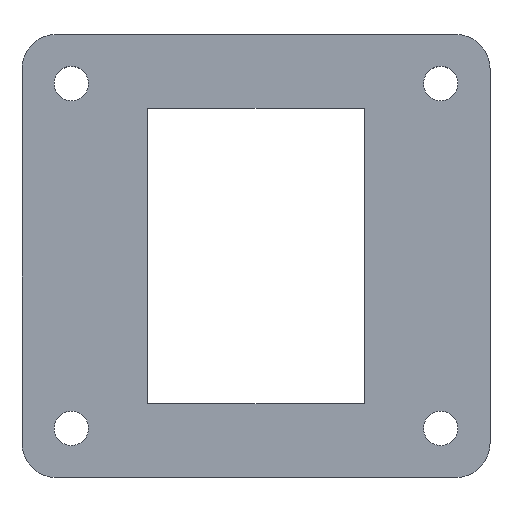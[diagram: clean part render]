
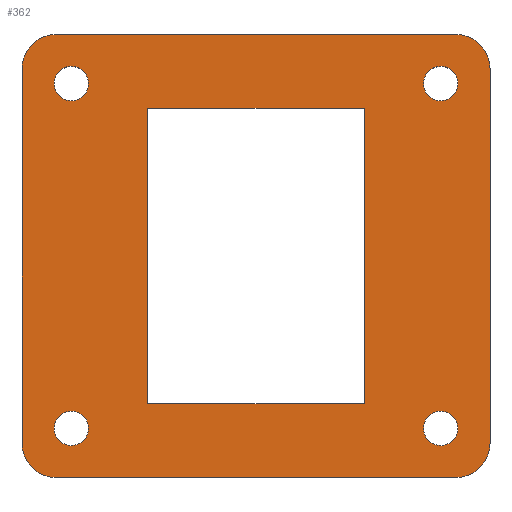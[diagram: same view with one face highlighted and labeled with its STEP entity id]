
A CAD part, top view. The second image highlights one B-rep face of the part: STEP entity #362.
In plain terms, the highlighted planar face has unit normal (0, 0, 1).
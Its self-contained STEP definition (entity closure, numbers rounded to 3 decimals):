
#20=FACE_BOUND('',#76,.T.);
#21=FACE_BOUND('',#77,.T.);
#22=FACE_BOUND('',#78,.T.);
#23=FACE_BOUND('',#79,.T.);
#24=FACE_BOUND('',#80,.T.);
#34=PLANE('',#410);
#52=FACE_OUTER_BOUND('',#75,.T.);
#75=EDGE_LOOP('',(#321,#322,#323,#324,#325,#326,#327,#328));
#76=EDGE_LOOP('',(#329));
#77=EDGE_LOOP('',(#330));
#78=EDGE_LOOP('',(#331));
#79=EDGE_LOOP('',(#332));
#80=EDGE_LOOP('',(#333,#334,#335,#336));
#91=LINE('',#555,#123);
#97=LINE('',#570,#129);
#100=LINE('',#579,#132);
#102=LINE('',#583,#134);
#104=LINE('',#587,#136);
#106=LINE('',#590,#138);
#111=LINE('',#608,#143);
#112=LINE('',#610,#144);
#123=VECTOR('',#447,10.);
#129=VECTOR('',#463,10.);
#132=VECTOR('',#472,10.);
#134=VECTOR('',#476,10.);
#136=VECTOR('',#480,10.);
#138=VECTOR('',#484,10.);
#143=VECTOR('',#507,10.);
#144=VECTOR('',#510,10.);
#145=CIRCLE('',#378,3.5);
#154=CIRCLE('',#390,3.5);
#155=CIRCLE('',#392,3.5);
#156=CIRCLE('',#395,3.5);
#157=CIRCLE('',#401,1.75);
#158=CIRCLE('',#403,1.75);
#159=CIRCLE('',#405,1.75);
#160=CIRCLE('',#407,1.75);
#161=VERTEX_POINT('',#515);
#162=VERTEX_POINT('',#516);
#179=VERTEX_POINT('',#554);
#180=VERTEX_POINT('',#558);
#181=VERTEX_POINT('',#562);
#182=VERTEX_POINT('',#563);
#183=VERTEX_POINT('',#568);
#184=VERTEX_POINT('',#572);
#185=VERTEX_POINT('',#576);
#186=VERTEX_POINT('',#578);
#187=VERTEX_POINT('',#582);
#188=VERTEX_POINT('',#586);
#189=VERTEX_POINT('',#592);
#190=VERTEX_POINT('',#596);
#191=VERTEX_POINT('',#600);
#192=VERTEX_POINT('',#604);
#193=EDGE_CURVE('',#161,#162,#145,.T.);
#212=EDGE_CURVE('',#179,#162,#91,.T.);
#214=EDGE_CURVE('',#179,#180,#154,.T.);
#216=EDGE_CURVE('',#181,#182,#155,.T.);
#220=EDGE_CURVE('',#181,#183,#97,.T.);
#221=EDGE_CURVE('',#184,#183,#156,.T.);
#224=EDGE_CURVE('',#186,#185,#100,.T.);
#226=EDGE_CURVE('',#187,#186,#102,.T.);
#228=EDGE_CURVE('',#188,#187,#104,.T.);
#230=EDGE_CURVE('',#185,#188,#106,.T.);
#231=EDGE_CURVE('',#189,#189,#157,.T.);
#233=EDGE_CURVE('',#190,#190,#158,.T.);
#235=EDGE_CURVE('',#191,#191,#159,.T.);
#237=EDGE_CURVE('',#192,#192,#160,.T.);
#239=EDGE_CURVE('',#161,#182,#111,.T.);
#240=EDGE_CURVE('',#184,#180,#112,.T.);
#321=ORIENTED_EDGE('',*,*,#193,.F.);
#322=ORIENTED_EDGE('',*,*,#239,.T.);
#323=ORIENTED_EDGE('',*,*,#216,.F.);
#324=ORIENTED_EDGE('',*,*,#220,.T.);
#325=ORIENTED_EDGE('',*,*,#221,.F.);
#326=ORIENTED_EDGE('',*,*,#240,.T.);
#327=ORIENTED_EDGE('',*,*,#214,.F.);
#328=ORIENTED_EDGE('',*,*,#212,.T.);
#329=ORIENTED_EDGE('',*,*,#237,.T.);
#330=ORIENTED_EDGE('',*,*,#235,.T.);
#331=ORIENTED_EDGE('',*,*,#233,.T.);
#332=ORIENTED_EDGE('',*,*,#231,.T.);
#333=ORIENTED_EDGE('',*,*,#230,.T.);
#334=ORIENTED_EDGE('',*,*,#228,.T.);
#335=ORIENTED_EDGE('',*,*,#226,.T.);
#336=ORIENTED_EDGE('',*,*,#224,.T.);
#362=ADVANCED_FACE('',(#52,#20,#21,#22,#23,#24),#34,.T.);
#378=AXIS2_PLACEMENT_3D('',#517,#415,#416);
#390=AXIS2_PLACEMENT_3D('',#559,#451,#452);
#392=AXIS2_PLACEMENT_3D('',#564,#456,#457);
#395=AXIS2_PLACEMENT_3D('',#573,#466,#467);
#401=AXIS2_PLACEMENT_3D('',#593,#487,#488);
#403=AXIS2_PLACEMENT_3D('',#597,#492,#493);
#405=AXIS2_PLACEMENT_3D('',#601,#497,#498);
#407=AXIS2_PLACEMENT_3D('',#605,#502,#503);
#410=AXIS2_PLACEMENT_3D('',#611,#511,#512);
#415=DIRECTION('center_axis',(0.,0.,-1.));
#416=DIRECTION('ref_axis',(-0.707,0.707,0.));
#447=DIRECTION('',(-1.,0.,0.));
#451=DIRECTION('center_axis',(0.,0.,-1.));
#452=DIRECTION('ref_axis',(0.707,0.707,0.));
#456=DIRECTION('center_axis',(0.,0.,-1.));
#457=DIRECTION('ref_axis',(-0.707,-0.707,0.));
#463=DIRECTION('',(1.,0.,0.));
#466=DIRECTION('center_axis',(0.,0.,-1.));
#467=DIRECTION('ref_axis',(0.707,-0.707,0.));
#472=DIRECTION('',(0.,-1.,0.));
#476=DIRECTION('',(1.,0.,0.));
#480=DIRECTION('',(0.,1.,0.));
#484=DIRECTION('',(-1.,0.,0.));
#487=DIRECTION('center_axis',(0.,0.,-1.));
#488=DIRECTION('ref_axis',(1.,0.,0.));
#492=DIRECTION('center_axis',(0.,0.,-1.));
#493=DIRECTION('ref_axis',(1.,0.,0.));
#497=DIRECTION('center_axis',(0.,0.,-1.));
#498=DIRECTION('ref_axis',(1.,0.,0.));
#502=DIRECTION('center_axis',(0.,0.,-1.));
#503=DIRECTION('ref_axis',(1.,0.,0.));
#507=DIRECTION('',(0.,-1.,0.));
#510=DIRECTION('',(0.,1.,0.));
#511=DIRECTION('center_axis',(0.,0.,1.));
#512=DIRECTION('ref_axis',(1.,0.,0.));
#515=CARTESIAN_POINT('',(6.994,51.779,2.5));
#516=CARTESIAN_POINT('',(10.494,55.279,2.5));
#517=CARTESIAN_POINT('Origin',(10.494,51.779,2.5));
#554=CARTESIAN_POINT('',(50.994,55.279,2.5));
#555=CARTESIAN_POINT('',(6.994,55.279,2.5));
#558=CARTESIAN_POINT('',(54.494,51.779,2.5));
#559=CARTESIAN_POINT('Origin',(50.994,51.779,2.5));
#562=CARTESIAN_POINT('',(10.494,10.279,2.5));
#563=CARTESIAN_POINT('',(6.994,13.779,2.5));
#564=CARTESIAN_POINT('Origin',(10.494,13.779,2.5));
#568=CARTESIAN_POINT('',(50.994,10.279,2.5));
#570=CARTESIAN_POINT('',(54.494,10.279,2.5));
#572=CARTESIAN_POINT('',(54.494,13.779,2.5));
#573=CARTESIAN_POINT('Origin',(50.994,13.779,2.5));
#576=CARTESIAN_POINT('',(41.744,17.779,2.5));
#578=CARTESIAN_POINT('',(41.744,47.779,2.5));
#579=CARTESIAN_POINT('',(41.744,47.779,2.5));
#582=CARTESIAN_POINT('',(19.744,47.779,2.5));
#583=CARTESIAN_POINT('',(19.744,47.779,2.5));
#586=CARTESIAN_POINT('',(19.744,17.779,2.5));
#587=CARTESIAN_POINT('',(19.744,17.779,2.5));
#590=CARTESIAN_POINT('',(41.744,17.779,2.5));
#592=CARTESIAN_POINT('',(47.744,15.279,2.5));
#593=CARTESIAN_POINT('Origin',(49.494,15.279,2.5));
#596=CARTESIAN_POINT('',(10.244,50.279,2.5));
#597=CARTESIAN_POINT('Origin',(11.994,50.279,2.5));
#600=CARTESIAN_POINT('',(10.244,15.279,2.5));
#601=CARTESIAN_POINT('Origin',(11.994,15.279,2.5));
#604=CARTESIAN_POINT('',(47.744,50.279,2.5));
#605=CARTESIAN_POINT('Origin',(49.494,50.279,2.5));
#608=CARTESIAN_POINT('',(6.994,10.279,2.5));
#610=CARTESIAN_POINT('',(54.494,55.279,2.5));
#611=CARTESIAN_POINT('Origin',(30.744,32.779,2.5));
